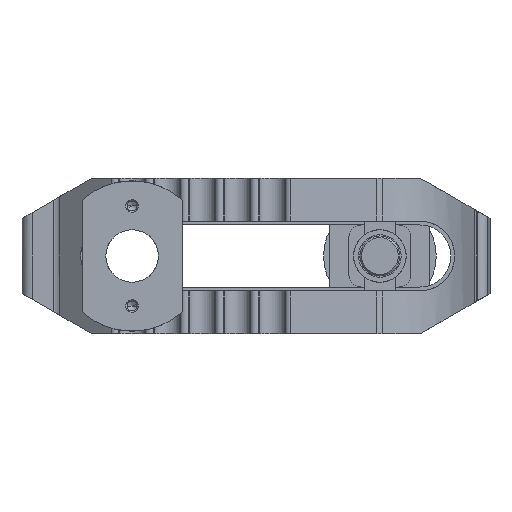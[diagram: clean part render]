
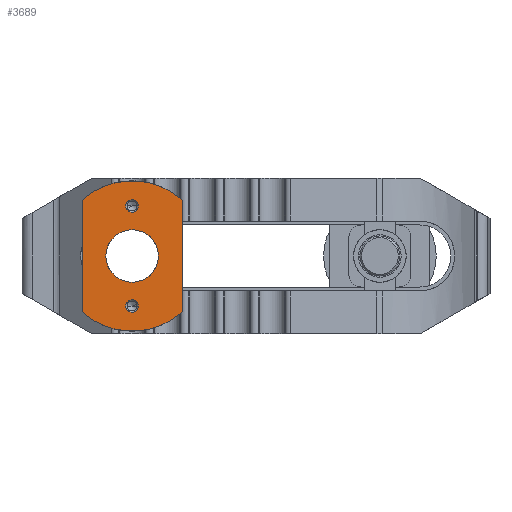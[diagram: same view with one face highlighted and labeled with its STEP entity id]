
A CAD part, front view. The second image highlights one B-rep face of the part: STEP entity #3689.
In plain terms, the highlighted planar face has unit normal (0, -1, 0).
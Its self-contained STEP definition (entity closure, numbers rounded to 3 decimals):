
#2213=EDGE_CURVE('',#2849,#3951,#5712,.T.);
#2251=VERTEX_POINT('',#5753);
#2437=EDGE_CURVE('',#3201,#3793,#5954,.T.);
#2685=EDGE_CURVE('',#3617,#4099,#6230,.T.);
#2805=EDGE_CURVE('',#2251,#3617,#6355,.T.);
#2807=EDGE_CURVE('',#3951,#2849,#6357,.T.);
#2849=VERTEX_POINT('',#6402);
#3201=VERTEX_POINT('',#6788);
#3617=VERTEX_POINT('',#7252);
#3645=EDGE_CURVE('',#3753,#4137,#7282,.T.);
#3689=ADVANCED_FACE('',(#7329,#7330,#7331,#7332),#7333,.T.);
#3753=VERTEX_POINT('',#7400);
#3793=VERTEX_POINT('',#7442);
#3951=VERTEX_POINT('',#7620);
#3987=EDGE_CURVE('',#3793,#3201,#7657,.T.);
#4099=VERTEX_POINT('',#7782);
#4137=VERTEX_POINT('',#7825);
#4343=EDGE_CURVE('',#5111,#4099,#8056,.T.);
#4419=EDGE_CURVE('',#4137,#3753,#8141,.T.);
#4973=EDGE_CURVE('',#5111,#2251,#8742,.T.);
#5111=VERTEX_POINT('',#8891);
#5712=CIRCLE('',#9864,2.5);
#5753=CARTESIAN_POINT('',(20.0,0.0,22.361));
#5954=CIRCLE('',#10189,10.5);
#6230=CIRCLE('',#10616,30.0);
#6355=LINE('',#10825,#10826);
#6357=CIRCLE('',#10829,2.5);
#6402=CARTESIAN_POINT('',(2.5,0.,-20.0));
#6788=CARTESIAN_POINT('',(10.5,0.0,0.));
#7252=CARTESIAN_POINT('',(20.0,0.0,-22.361));
#7282=CIRCLE('',#12202,2.5);
#7329=FACE_BOUND('',#12269,.T.);
#7330=FACE_BOUND('',#12270,.T.);
#7331=FACE_BOUND('',#12271,.T.);
#7332=FACE_OUTER_BOUND('',#12272,.T.);
#7333=PLANE('',#12273);
#7400=CARTESIAN_POINT('',(2.5,0.0,20.0));
#7442=CARTESIAN_POINT('',(-10.5,0.,0.));
#7620=CARTESIAN_POINT('',(-2.5,0.0,-20.0));
#7657=CIRCLE('',#12782,10.5);
#7782=CARTESIAN_POINT('',(-20.0,0.,-22.361));
#7825=CARTESIAN_POINT('',(-2.5,0.,20.0));
#8056=LINE('',#13363,#13364);
#8141=CIRCLE('',#13474,2.5);
#8742=CIRCLE('',#14450,30.0);
#8891=CARTESIAN_POINT('',(-20.0,0.,22.361));
#9864=AXIS2_PLACEMENT_3D('',#15393,#15394,#15395);
#10189=AXIS2_PLACEMENT_3D('',#15649,#15650,#15651);
#10616=AXIS2_PLACEMENT_3D('',#15979,#15980,#15981);
#10825=CARTESIAN_POINT('',(20.0,0.,31.0));
#10826=VECTOR('',#16075,1.0);
#10829=AXIS2_PLACEMENT_3D('',#16076,#16077,#16078);
#12202=AXIS2_PLACEMENT_3D('',#17178,#17179,#17180);
#12269=EDGE_LOOP('',(#17251,#17252));
#12270=EDGE_LOOP('',(#17253,#17254));
#12271=EDGE_LOOP('',(#17255,#17256));
#12272=EDGE_LOOP('',(#17257,#17258,#17259,#17260));
#12273=AXIS2_PLACEMENT_3D('',#17261,#17262,#17263);
#12782=AXIS2_PLACEMENT_3D('',#17633,#17634,#17635);
#13363=CARTESIAN_POINT('',(-20.0,0.,31.0));
#13364=VECTOR('',#18159,1.0);
#13474=AXIS2_PLACEMENT_3D('',#18279,#18280,#18281);
#14450=AXIS2_PLACEMENT_3D('',#18907,#18908,#18909);
#15393=CARTESIAN_POINT('',(0.0,0.0,-20.0));
#15394=DIRECTION('',(0.,1.0,0.));
#15395=DIRECTION('',(-1.0,0.,0.));
#15649=CARTESIAN_POINT('',(0.0,0.0,0.0));
#15650=DIRECTION('',(0.,1.0,0.));
#15651=DIRECTION('',(-1.0,0.,0.));
#15979=CARTESIAN_POINT('',(0.0,0.0,0.0));
#15980=DIRECTION('',(0.,1.0,0.));
#15981=DIRECTION('',(-1.0,0.,0.));
#16075=DIRECTION('',(0.0,0.,-1.0));
#16076=CARTESIAN_POINT('',(0.0,0.0,-20.0));
#16077=DIRECTION('',(0.,1.0,0.));
#16078=DIRECTION('',(-1.0,0.,0.));
#17178=CARTESIAN_POINT('',(0.0,0.0,20.0));
#17179=DIRECTION('',(0.,1.0,0.));
#17180=DIRECTION('',(1.0,0.,0.));
#17251=ORIENTED_EDGE('',*,*,#2807,.T.);
#17252=ORIENTED_EDGE('',*,*,#2213,.T.);
#17253=ORIENTED_EDGE('',*,*,#3645,.T.);
#17254=ORIENTED_EDGE('',*,*,#4419,.T.);
#17255=ORIENTED_EDGE('',*,*,#2437,.T.);
#17256=ORIENTED_EDGE('',*,*,#3987,.T.);
#17257=ORIENTED_EDGE('',*,*,#4973,.F.);
#17258=ORIENTED_EDGE('',*,*,#4343,.T.);
#17259=ORIENTED_EDGE('',*,*,#2685,.F.);
#17260=ORIENTED_EDGE('',*,*,#2805,.F.);
#17261=CARTESIAN_POINT('',(-20.0,0.,31.0));
#17262=DIRECTION('',(0.,-1.0,0.));
#17263=DIRECTION('',(-1.0,0.,0.));
#17633=CARTESIAN_POINT('',(0.0,0.0,0.0));
#17634=DIRECTION('',(0.,1.0,0.));
#17635=DIRECTION('',(-1.0,0.,0.));
#18159=DIRECTION('',(0.0,0.,-1.0));
#18279=CARTESIAN_POINT('',(0.0,0.0,20.0));
#18280=DIRECTION('',(0.,1.0,0.));
#18281=DIRECTION('',(1.0,0.,0.));
#18907=CARTESIAN_POINT('',(0.0,0.0,0.0));
#18908=DIRECTION('',(0.,1.0,0.));
#18909=DIRECTION('',(-1.0,0.,0.));
